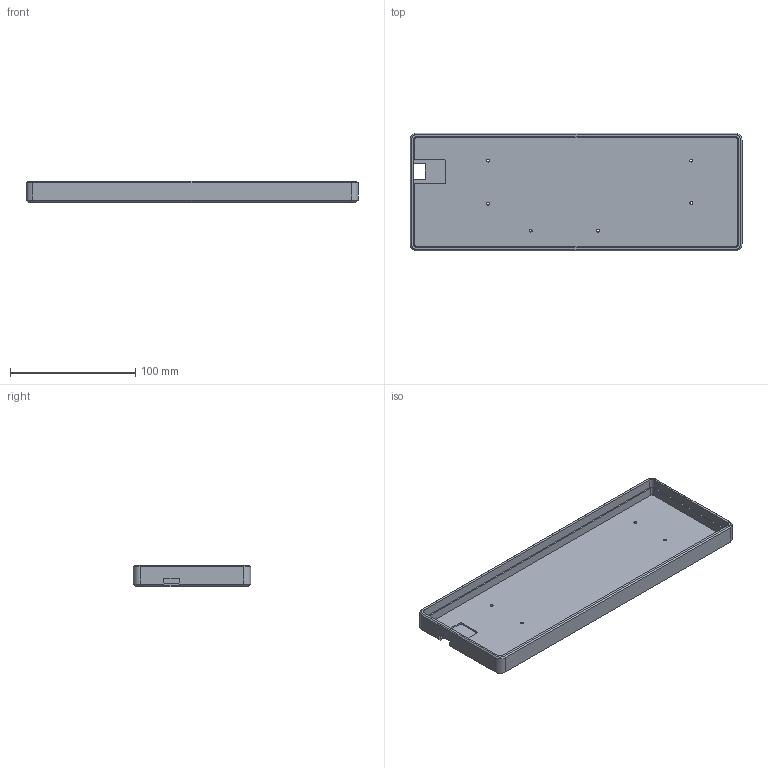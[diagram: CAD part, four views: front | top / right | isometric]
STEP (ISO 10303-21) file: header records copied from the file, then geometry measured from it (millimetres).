
FILE_DESCRIPTION(/* description */ (''),/* implementation_level */ '2;1');
FILE_NAME(/* name */ 'rasti64-case-cnc.step',/* time_stamp */ '2024-01-12T23:10:08+01:00',/* author */ (''),/* organization */ (''),/* preprocessor_version */ 'ST-DEVELOPER v20',/* originating_system */ 'Autodesk Translation Framework v12.14.0.127',/* authorisation */ '');
FILE_SCHEMA (('AUTOMOTIVE_DESIGN { 1 0 10303 214 3 1 1 }'));
Length unit declared in the file: millimetre
Products named in the file (1): MOBOP-case
Bounding box: 264.8 x 93.8 x 17 mm (x, y, z)
Volume: 89255.2 mm3; surface area: 70254.2 mm2
Topology: 1 solids, 1 shells, 68 faces, 179 edges, 112 vertices
Faces by surface type: plane 34, cylinder 20, cone 14
Full cylindrical faces by diameter (mm): 2.2 x6
Entity records: 2138 total; most frequent: DIRECTION 371, CARTESIAN_POINT 360, ORIENTED_EDGE 358, EDGE_CURVE 179, LINE 125, VECTOR 125, AXIS2_PLACEMENT_3D 123, VERTEX_POINT 112
